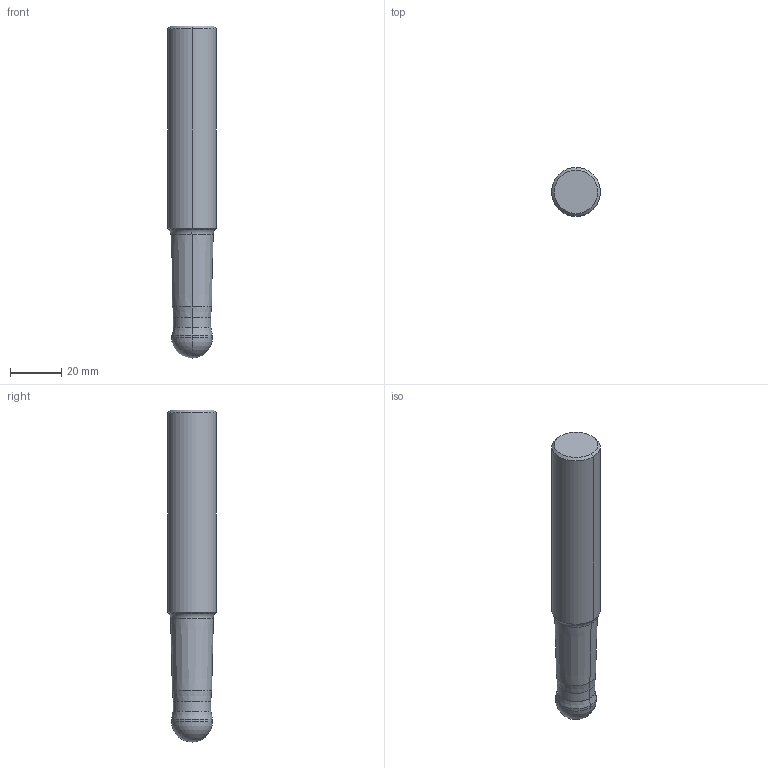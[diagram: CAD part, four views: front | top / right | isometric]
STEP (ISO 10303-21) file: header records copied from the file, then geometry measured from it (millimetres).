
FILE_DESCRIPTION(/* description */ (''),/* implementation_level */ '2;1');
FILE_NAME(/* name */ 'SRFU10S12M_IR0_315.stp',/* time_stamp */ '2021-02-02T08:25:31+09:00',/* author */ (''),/* organization */ (''),/* preprocessor_version */ 'ST-DEVELOPER v16',/* originating_system */ 'SIEMENS PLM Software NX 10.0',/* authorisation */ '');
FILE_SCHEMA (('AUTOMOTIVE_DESIGN { 1 0 10303 214 3 1 1 1 }'));
Length unit declared in the file: millimetre
Products named in the file (1): SRFU10S12M_IR0_315_ASM
Bounding box: 19.05 x 19.05 x 130.18 mm (x, y, z)
Volume: 32160.8 mm3; surface area: 7967.7 mm2
Topology: 2 solids, 2 shells, 24 faces, 51 edges, 38 vertices
Faces by surface type: cone 10, cylinder 6, plane 4, sphere 2, torus 2
Entity records: 775 total; most frequent: DIRECTION 149, CARTESIAN_POINT 112, ORIENTED_EDGE 88, AXIS2_PLACEMENT_3D 65, EDGE_CURVE 44, CIRCLE 30, EDGE_LOOP 25, VERTEX_POINT 25
